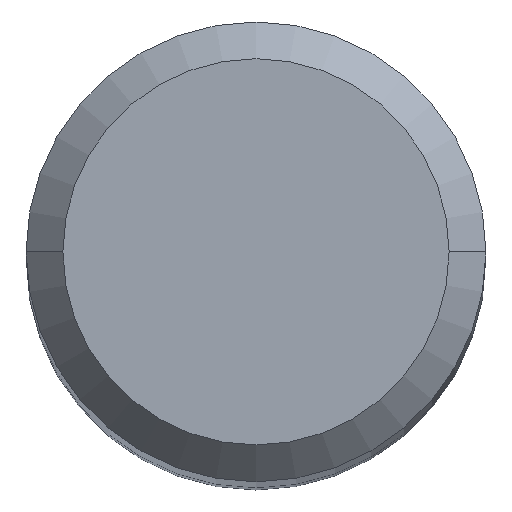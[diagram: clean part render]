
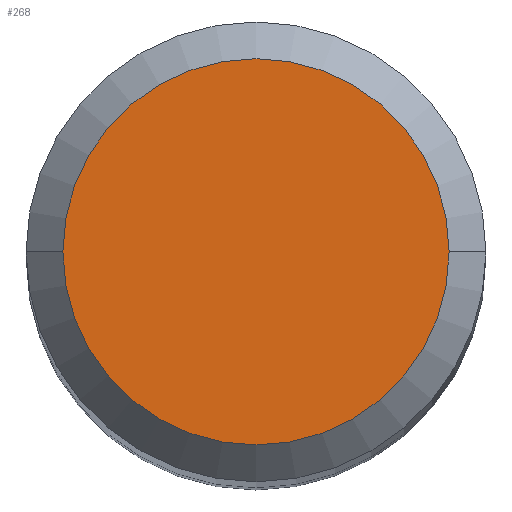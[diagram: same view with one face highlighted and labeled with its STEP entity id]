
A CAD part, top view. The second image highlights one B-rep face of the part: STEP entity #268.
In plain terms, the highlighted planar face has unit normal (0, 0, 1).
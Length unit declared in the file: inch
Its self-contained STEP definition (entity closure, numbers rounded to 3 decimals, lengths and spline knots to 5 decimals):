
#9 = FACE_OUTER_BOUND ( 'NONE', #186, .T. ) ;
#11 = CARTESIAN_POINT ( 'NONE',  ( -0.07875, 0., 2. ) ) ;
#33 = CARTESIAN_POINT ( 'NONE',  ( 0., 0., 2. ) ) ;
#42 = VERTEX_POINT ( 'NONE', #11 ) ;
#45 = AXIS2_PLACEMENT_3D ( 'NONE', #33, #275, #196 ) ;
#50 = VERTEX_POINT ( 'NONE', #203 ) ;
#59 = AXIS2_PLACEMENT_3D ( 'NONE', #309, #134, #113 ) ;
#61 = ORIENTED_EDGE ( 'NONE', *, *, #299, .T. ) ;
#113 = DIRECTION ( 'NONE',  ( 1., 0., 0. ) ) ;
#134 = DIRECTION ( 'NONE',  ( 0., 0., 1. ) ) ;
#137 = DIRECTION ( 'NONE',  ( 1., 0., 0. ) ) ;
#153 = AXIS2_PLACEMENT_3D ( 'NONE', #283, #332, #137 ) ;
#173 = CIRCLE ( 'NONE', #45, 0.07875 ) ;
#178 = CIRCLE ( 'NONE', #59, 0.07875 ) ;
#186 = EDGE_LOOP ( 'NONE', ( #207, #61 ) ) ;
#196 = DIRECTION ( 'NONE',  ( 1., 0., 0. ) ) ;
#203 = CARTESIAN_POINT ( 'NONE',  ( 0.07875, 0., 2. ) ) ;
#207 = ORIENTED_EDGE ( 'NONE', *, *, #236, .T. ) ;
#236 = EDGE_CURVE ( 'NONE', #42, #50, #178, .T. ) ;
#268 = ADVANCED_FACE ( 'NONE', ( #9 ), #334, .T. ) ;
#275 = DIRECTION ( 'NONE',  ( 0., 0., 1. ) ) ;
#283 = CARTESIAN_POINT ( 'NONE',  ( 0., 0., 2. ) ) ;
#299 = EDGE_CURVE ( 'NONE', #50, #42, #173, .T. ) ;
#309 = CARTESIAN_POINT ( 'NONE',  ( 0., 0., 2. ) ) ;
#332 = DIRECTION ( 'NONE',  ( 0., 0., 1. ) ) ;
#334 = PLANE ( 'NONE',  #153 ) ;
